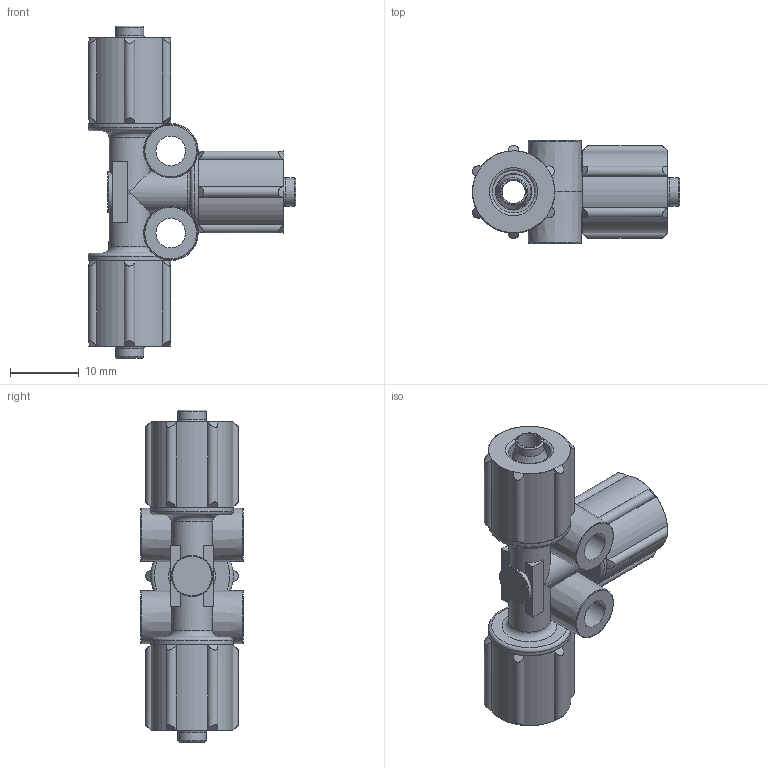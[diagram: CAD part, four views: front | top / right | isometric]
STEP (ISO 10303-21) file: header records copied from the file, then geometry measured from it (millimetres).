
FILE_DESCRIPTION(/* description */ ('STEP AP214'),/* implementation_level */ '2;1');
FILE_NAME(/* name */ '6274_FCK-3-PK-4-KU',/* time_stamp */ '2024-08-22T05:32:11+02:00',/* author */ ('License CC BY-ND 4.0'),/* organization */ ('CADENAS'),/* preprocessor_version */ 'ST-DEVELOPER v19.3',/* originating_system */ 'PARTsolutions',/* authorisation */ ' ');
FILE_SCHEMA (('AUTOMOTIVE_DESIGN {1 0 10303 214 3 1 1}'));
Length unit declared in the file: millimetre
Products named in the file (3): 6274 FCK-3-PK-4-KU; 6274 FCK-3-PK-4-KU_p; 211291 MCK-PK-4-KU
Assembly tree (4 placements, depth 2):
  6274 FCK-3-PK-4-KU
    6274 FCK-3-PK-4-KU_p
    211291 MCK-PK-4-KU  x3
Bounding box: 30.2 x 15 x 48.4 mm (x, y, z)
Volume: 5516 mm3; surface area: 6715.4 mm2
Topology: 4 solids, 4 shells, 181 faces, 461 edges, 288 vertices
Faces by surface type: cylinder 83, plane 43, torus 33, cone 22
Full cylindrical faces by diameter (mm): 3.4 x2, 4.1 x3, 4.3 x2, 4.73 x3, 5.1 x3, 6 x4, 6.2 x3, 8.16 x3, 8.917 x3, 10 x3, 12 x2
Entity records: 4068 total; most frequent: CARTESIAN_POINT 1032, DIRECTION 608, ORIENTED_EDGE 560, EDGE_CURVE 280, AXIS2_PLACEMENT_3D 274, EDGE_LOOP 208, FACE_BOUND 208, VERTEX_POINT 204
